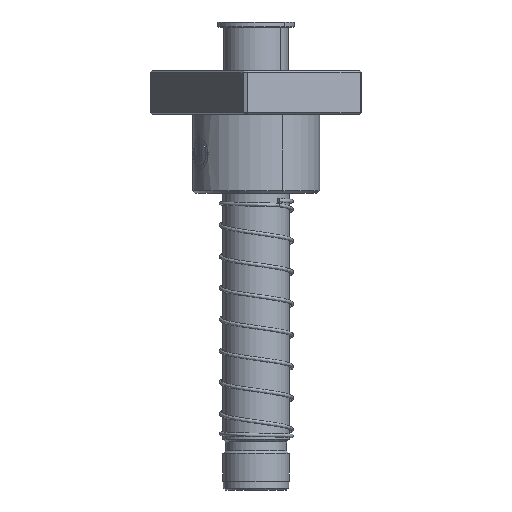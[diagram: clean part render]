
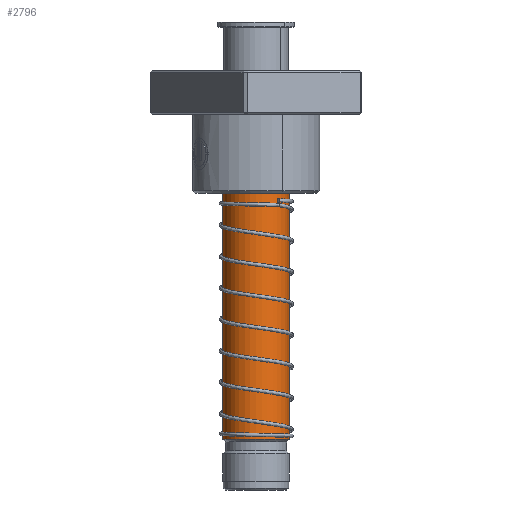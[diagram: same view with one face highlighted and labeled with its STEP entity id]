
A CAD part, front view. The second image highlights one B-rep face of the part: STEP entity #2796.
In plain terms, the highlighted cylindrical face has radius 19 mm (diameter 38 mm), a partial arc.
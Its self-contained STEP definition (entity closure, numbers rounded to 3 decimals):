
#158 = VERTEX_POINT ( 'NONE', #12583 ) ;
#448 = ORIENTED_EDGE ( 'NONE', *, *, #28453, .F. ) ;
#2637 = DIRECTION ( 'NONE',  ( -1., 0., 0. ) ) ;
#2778 = AXIS2_PLACEMENT_3D ( 'NONE', #26504, #9687, #33519 ) ;
#2796 = ADVANCED_FACE ( 'NONE', ( #8859 ), #3155, .T. ) ;
#3155 = CYLINDRICAL_SURFACE ( 'NONE', #2778, 19. ) ;
#4940 = DIRECTION ( 'NONE',  ( 1., 0., 0. ) ) ;
#5984 = DIRECTION ( 'NONE',  ( 0., 0., -1. ) ) ;
#7213 = VERTEX_POINT ( 'NONE', #16789 ) ;
#7301 = AXIS2_PLACEMENT_3D ( 'NONE', #30606, #30716, #2637 ) ;
#8801 = ORIENTED_EDGE ( 'NONE', *, *, #36232, .F. ) ;
#8859 = FACE_OUTER_BOUND ( 'NONE', #35617, .T. ) ;
#9687 = DIRECTION ( 'NONE',  ( 0., 0., -1. ) ) ;
#9697 = DIRECTION ( 'NONE',  ( 0., 0., -1. ) ) ;
#12583 = CARTESIAN_POINT ( 'NONE',  ( -19., 0., 29. ) ) ;
#13169 = LINE ( 'NONE', #22774, #29909 ) ;
#14733 = VERTEX_POINT ( 'NONE', #29166 ) ;
#15714 = ORIENTED_EDGE ( 'NONE', *, *, #20266, .T. ) ;
#16789 = CARTESIAN_POINT ( 'NONE',  ( -19., 0., 237. ) ) ;
#17921 = CARTESIAN_POINT ( 'NONE',  ( -19., 0., 240. ) ) ;
#18812 = CIRCLE ( 'NONE', #25426, 19. ) ;
#19000 = LINE ( 'NONE', #17921, #20318 ) ;
#20266 = EDGE_CURVE ( 'NONE', #14733, #7213, #18812, .T. ) ;
#20318 = VECTOR ( 'NONE', #23475, 1000. ) ;
#22774 = CARTESIAN_POINT ( 'NONE',  ( 19., 0., 240. ) ) ;
#23475 = DIRECTION ( 'NONE',  ( 0., 0., -1. ) ) ;
#25031 = EDGE_CURVE ( 'NONE', #7213, #158, #19000, .T. ) ;
#25426 = AXIS2_PLACEMENT_3D ( 'NONE', #30371, #9697, #4940 ) ;
#25936 = CIRCLE ( 'NONE', #7301, 19. ) ;
#26073 = CARTESIAN_POINT ( 'NONE',  ( 19., 0., 29. ) ) ;
#26504 = CARTESIAN_POINT ( 'NONE',  ( 0., 0., 240. ) ) ;
#28453 = EDGE_CURVE ( 'NONE', #30280, #158, #25936, .T. ) ;
#29166 = CARTESIAN_POINT ( 'NONE',  ( 19., 0., 237. ) ) ;
#29329 = ORIENTED_EDGE ( 'NONE', *, *, #25031, .T. ) ;
#29909 = VECTOR ( 'NONE', #5984, 1000. ) ;
#30280 = VERTEX_POINT ( 'NONE', #26073 ) ;
#30371 = CARTESIAN_POINT ( 'NONE',  ( 0., 0., 237. ) ) ;
#30606 = CARTESIAN_POINT ( 'NONE',  ( 0., 0., 29. ) ) ;
#30716 = DIRECTION ( 'NONE',  ( 0., 0., -1. ) ) ;
#33519 = DIRECTION ( 'NONE',  ( -1., 0., 0. ) ) ;
#35617 = EDGE_LOOP ( 'NONE', ( #8801, #15714, #29329, #448 ) ) ;
#36232 = EDGE_CURVE ( 'NONE', #14733, #30280, #13169, .T. ) ;
